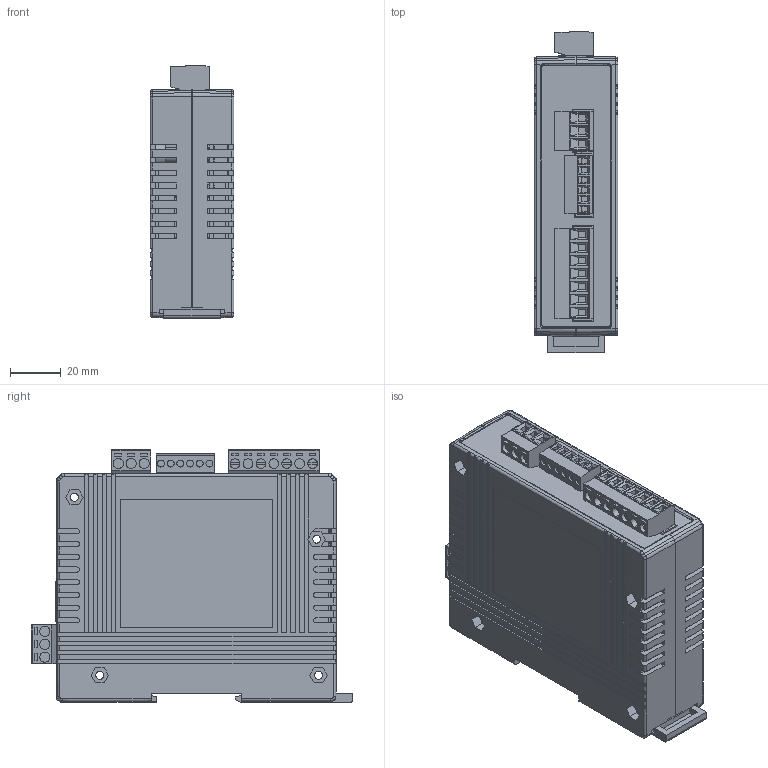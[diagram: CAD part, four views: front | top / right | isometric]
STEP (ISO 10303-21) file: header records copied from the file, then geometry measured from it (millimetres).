
FILE_DESCRIPTION (( 'STEP AP203' ), '1' );
FILE_NAME ('PM-3133-MTCP.STEP', '2020-06-17T05:05:00', ( 'Windows 使用者' ), ( '' ), 'SwSTEP 2.0', 'SolidWorks 2019', '' );
FILE_SCHEMA (( 'CONFIG_CONTROL_DESIGN' ));
Length unit declared in the file: millimetre
Products named in the file (22): 3pin5.08-M; PM-2000 右側側蓋(紅)(4SI21R0000004); VD-063130000AG.SLDPRT_90D; 3 pin_8.08_90D; PM-3133面板_01; PM-3133-MTCP; PROFI-2000 滑片(4SI21K0000031); 2DJ049_RB1-126BHQ1A; MC100-50807_101604; PM-3133_PCB; ME030-50807_101604.; 3Pin_5.08_90D; MC100-50807_101604_90D; PM-3133-MTCP面板_02; LED x 4_90D; F.G.馬口鐵(4SI21A0000001); RA-04; PM-2000 左側側蓋(紅)(4SI21R0000003); VE-063131000AG; PM-3133-MTCP_PCB; VD-063130000AG
Assembly tree (23 placements, depth 4):
  PM-3133-MTCP
    PM-3133-MTCP_PCB
      PM-3133_PCB
      3 pin_8.08_90D
        3Pin_5.08_90D
        3pin5.08-M
      3 pin_8.08_90D
        3Pin_5.08_90D
        3pin5.08-M
      LED x 4_90D
      VD-063130000AG.SLDPRT_90D
        VE-063131000AG
        VD-063130000AG
      MC100-50807_101604_90D
        ME030-50807_101604.
        MC100-50807_101604
      2DJ049_RB1-126BHQ1A
      RA-04
    PROFI-2000 滑片(4SI21K0000031)
    PM-2000 右側側蓋(紅)(4SI21R0000004)
    PM-2000 左側側蓋(紅)(4SI21R0000003)
    PM-3133面板_01
    PM-3133-MTCP面板_02
    F.G.馬口鐵(4SI21A0000001)
Bounding box: 33 x 126.5 x 99.36 mm (x, y, z)
Volume: 98938.4 mm3; surface area: 129264.3 mm2
Topology: 18 solids, 18 shells, 2704 faces, 7129 edges, 4594 vertices
Faces by surface type: plane 2132, cylinder 454, cone 38, bspline 32, torus 26, sphere 22
Entity records: 77407 total; most frequent: CARTESIAN_POINT 13949, ORIENTED_EDGE 12862, DIRECTION 12263, EDGE_CURVE 6431, LINE 5287, VECTOR 5287, VERTEX_POINT 4146, AXIS2_PLACEMENT_3D 3488
